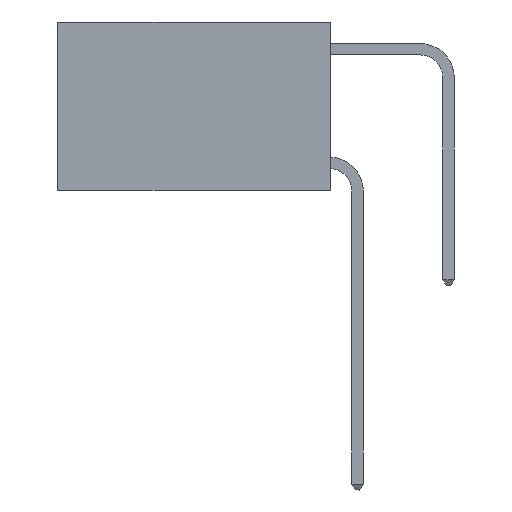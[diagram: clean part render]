
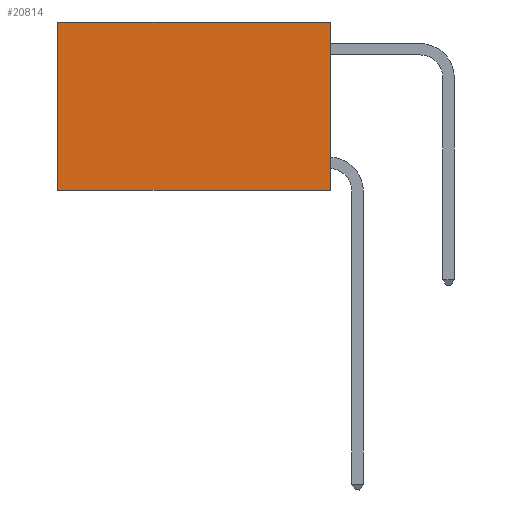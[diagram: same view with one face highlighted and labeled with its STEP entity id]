
A CAD part, left-side view. The second image highlights one B-rep face of the part: STEP entity #20814.
In plain terms, the highlighted planar face has unit normal (-1, 0, 0).
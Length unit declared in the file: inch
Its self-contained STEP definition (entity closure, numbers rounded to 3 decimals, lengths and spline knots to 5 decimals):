
#1038 = ORIENTED_EDGE ( 'NONE', *, *, #7497, .F. ) ;
#1473 = CARTESIAN_POINT ( 'NONE',  ( 0.2625, 0.6, -0.37 ) ) ;
#1648 = CARTESIAN_POINT ( 'NONE',  ( 0.2625, 0., 0. ) ) ;
#1880 = VERTEX_POINT ( 'NONE', #20436 ) ;
#3278 = DIRECTION ( 'NONE',  ( 0., 1., 0. ) ) ;
#5317 = EDGE_LOOP ( 'NONE', ( #20859, #5526, #1038, #14213 ) ) ;
#5526 = ORIENTED_EDGE ( 'NONE', *, *, #19809, .F. ) ;
#6723 = PLANE ( 'NONE',  #15256 ) ;
#6868 = VERTEX_POINT ( 'NONE', #21452 ) ;
#7065 = EDGE_CURVE ( 'NONE', #19602, #15602, #11920, .T. ) ;
#7383 = VECTOR ( 'NONE', #15341, 39.37008 ) ;
#7497 = EDGE_CURVE ( 'NONE', #6868, #1880, #18381, .T. ) ;
#8409 = DIRECTION ( 'NONE',  ( 1., 0., 0. ) ) ;
#9180 = FACE_OUTER_BOUND ( 'NONE', #5317, .T. ) ;
#10989 = CARTESIAN_POINT ( 'NONE',  ( 0.2625, 0.6, 0. ) ) ;
#11283 = DIRECTION ( 'NONE',  ( 0., 0., -1. ) ) ;
#11681 = CARTESIAN_POINT ( 'NONE',  ( 0.2625, 0., -0.37 ) ) ;
#11920 = LINE ( 'NONE', #13680, #7383 ) ;
#11952 = DIRECTION ( 'NONE',  ( 0., 1., 0. ) ) ;
#13282 = VECTOR ( 'NONE', #11952, 39.37008 ) ;
#13680 = CARTESIAN_POINT ( 'NONE',  ( 0.2625, 0.6, 0. ) ) ;
#13990 = VECTOR ( 'NONE', #11283, 39.37008 ) ;
#14213 = ORIENTED_EDGE ( 'NONE', *, *, #18630, .T. ) ;
#15256 = AXIS2_PLACEMENT_3D ( 'NONE', #18449, #8409, #20101 ) ;
#15341 = DIRECTION ( 'NONE',  ( 0., 0., -1. ) ) ;
#15602 = VERTEX_POINT ( 'NONE', #1473 ) ;
#16263 = CARTESIAN_POINT ( 'NONE',  ( 0.2625, 0., 0. ) ) ;
#17639 = VECTOR ( 'NONE', #3278, 39.37008 ) ;
#18381 = LINE ( 'NONE', #16263, #13990 ) ;
#18449 = CARTESIAN_POINT ( 'NONE',  ( 0.2625, 0., 0. ) ) ;
#18630 = EDGE_CURVE ( 'NONE', #6868, #19602, #18685, .T. ) ;
#18685 = LINE ( 'NONE', #1648, #13282 ) ;
#19602 = VERTEX_POINT ( 'NONE', #10989 ) ;
#19809 = EDGE_CURVE ( 'NONE', #1880, #15602, #21481, .T. ) ;
#20101 = DIRECTION ( 'NONE',  ( 0., 0., -1. ) ) ;
#20436 = CARTESIAN_POINT ( 'NONE',  ( 0.2625, 0., -0.37 ) ) ;
#20814 = ADVANCED_FACE ( 'NONE', ( #9180 ), #6723, .F. ) ;
#20859 = ORIENTED_EDGE ( 'NONE', *, *, #7065, .T. ) ;
#21452 = CARTESIAN_POINT ( 'NONE',  ( 0.2625, 0., 0. ) ) ;
#21481 = LINE ( 'NONE', #11681, #17639 ) ;
